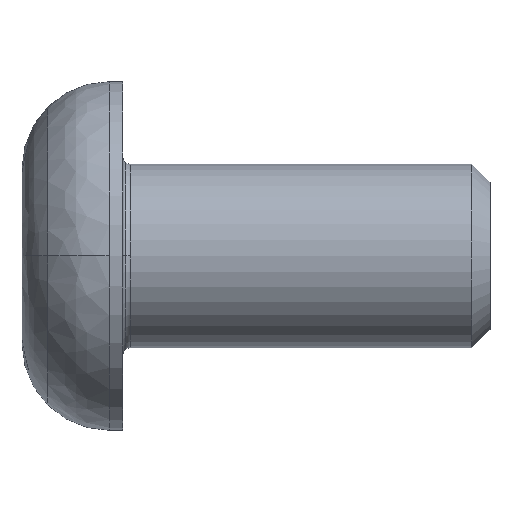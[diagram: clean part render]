
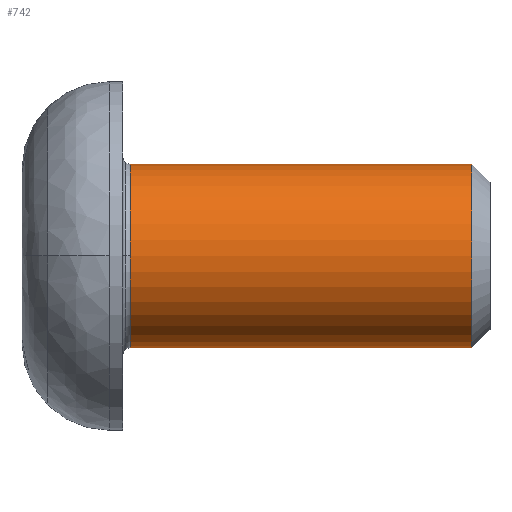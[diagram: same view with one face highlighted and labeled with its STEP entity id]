
A CAD part, top view. The second image highlights one B-rep face of the part: STEP entity #742.
In plain terms, the highlighted cylindrical face has radius 2.5 mm (diameter 5 mm), a partial arc.
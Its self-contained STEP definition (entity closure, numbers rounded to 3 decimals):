
#115=CARTESIAN_POINT('',(0.2,0.,0.));
#116=DIRECTION('',(-1.,0.,0.));
#117=DIRECTION('',(0.,0.,1.));
#118=AXIS2_PLACEMENT_3D('',#115,#116,#117);
#132=CARTESIAN_POINT('',(9.509,0.,0.));
#133=DIRECTION('',(1.,0.,0.));
#134=DIRECTION('',(0.,1.,0.));
#135=AXIS2_PLACEMENT_3D('',#132,#133,#134);
#162=DIRECTION('',(1.,0.,0.));
#163=VECTOR('',#162,9.309);
#164=CARTESIAN_POINT('',(0.2,2.5,0.));
#165=LINE('',#164,#163);
#169=DIRECTION('',(1.,0.,0.));
#170=VECTOR('',#169,9.309);
#171=CARTESIAN_POINT('',(0.2,-2.5,0.));
#172=LINE('',#171,#170);
#176=CARTESIAN_POINT('',(0.2,0.,0.));
#177=DIRECTION('',(-1.,0.,0.));
#178=DIRECTION('',(0.,-1.,0.));
#179=AXIS2_PLACEMENT_3D('',#176,#177,#178);
#650=CARTESIAN_POINT('',(0.2,0.,2.5));
#652=VERTEX_POINT('',#650);
#666=CARTESIAN_POINT('',(0.2,-2.5,0.));
#667=CARTESIAN_POINT('',(9.509,-2.5,0.));
#668=VERTEX_POINT('',#666);
#669=VERTEX_POINT('',#667);
#670=CARTESIAN_POINT('',(0.2,2.5,0.));
#671=CARTESIAN_POINT('',(9.509,2.5,0.));
#672=VERTEX_POINT('',#670);
#673=VERTEX_POINT('',#671);
#726=CARTESIAN_POINT('',(5.8,0.,0.));
#727=DIRECTION('',(1.,0.,0.));
#728=DIRECTION('',(0.,1.,0.));
#729=AXIS2_PLACEMENT_3D('',#726,#727,#728);
#730=CYLINDRICAL_SURFACE('',#729,2.5);
#732=ORIENTED_EDGE('',*,*,#731,.T.);
#734=ORIENTED_EDGE('',*,*,#733,.F.);
#736=ORIENTED_EDGE('',*,*,#735,.T.);
#737=ORIENTED_EDGE('',*,*,#713,.T.);
#739=ORIENTED_EDGE('',*,*,#738,.T.);
#740=EDGE_LOOP('',(#732,#734,#736,#737,#739));
#741=FACE_OUTER_BOUND('',#740,.F.);
#119=CIRCLE('',#118,2.5);
#136=CIRCLE('',#135,2.5);
#180=CIRCLE('',#179,2.5);
#713=EDGE_CURVE('',#652,#672,#119,.T.);
#731=EDGE_CURVE('',#673,#669,#136,.T.);
#733=EDGE_CURVE('',#668,#669,#172,.T.);
#735=EDGE_CURVE('',#668,#652,#180,.T.);
#738=EDGE_CURVE('',#672,#673,#165,.T.);
#742=ADVANCED_FACE('',(#741),#730,.T.);
